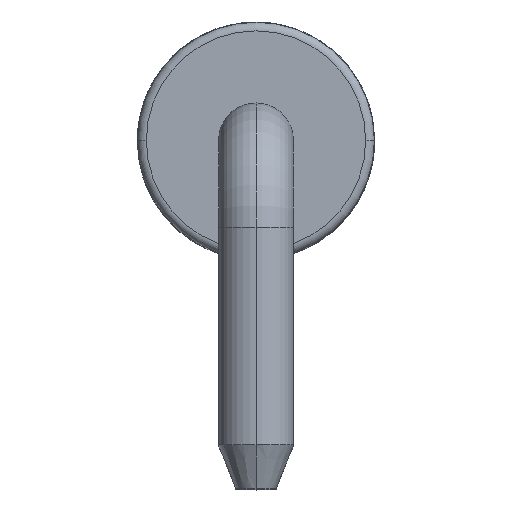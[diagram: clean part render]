
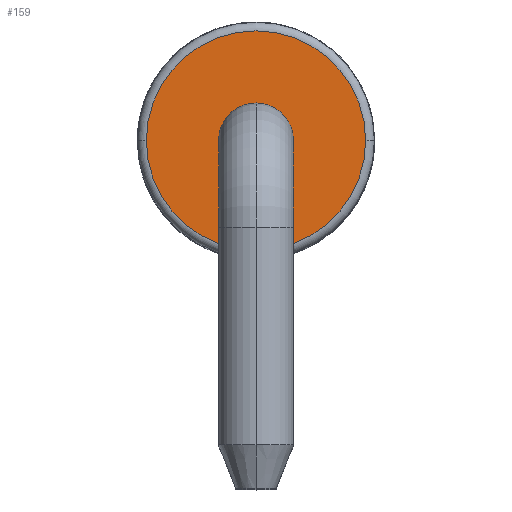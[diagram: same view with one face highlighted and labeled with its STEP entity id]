
A CAD part, top view. The second image highlights one B-rep face of the part: STEP entity #159.
In plain terms, the highlighted planar face has unit normal (0, 0, 1).
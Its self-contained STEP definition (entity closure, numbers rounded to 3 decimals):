
#5 = CARTESIAN_POINT ( 'NONE',  ( -1.26, 3., 3.875 ) ) ;
#29 = DIRECTION ( 'NONE',  ( 1., 0., 0. ) ) ;
#31 = VERTEX_POINT ( 'NONE', #186 ) ;
#74 = VERTEX_POINT ( 'NONE', #447 ) ;
#75 = EDGE_CURVE ( 'NONE', #31, #74, #520, .T. ) ;
#93 = EDGE_CURVE ( 'NONE', #94, #327, #354, .T. ) ;
#94 = VERTEX_POINT ( 'NONE', #349 ) ;
#134 = ORIENTED_EDGE ( 'NONE', *, *, #135, .T. ) ;
#135 = EDGE_CURVE ( 'NONE', #74, #31, #419, .T. ) ;
#159 = ADVANCED_FACE ( 'NONE', ( #707, #706 ), #691, .T. ) ;
#160 = EDGE_LOOP ( 'NONE', ( #161, #162 ) ) ;
#161 = ORIENTED_EDGE ( 'NONE', *, *, #93, .T. ) ;
#162 = ORIENTED_EDGE ( 'NONE', *, *, #163, .T. ) ;
#163 = EDGE_CURVE ( 'NONE', #327, #94, #664, .T. ) ;
#164 = EDGE_LOOP ( 'NONE', ( #165, #134 ) ) ;
#165 = ORIENTED_EDGE ( 'NONE', *, *, #75, .T. ) ;
#186 = CARTESIAN_POINT ( 'NONE',  ( 0., 3.43, 3.875 ) ) ;
#327 = VERTEX_POINT ( 'NONE', #5 ) ;
#349 = CARTESIAN_POINT ( 'NONE',  ( 1.26, 3., 3.875 ) ) ;
#350 = DIRECTION ( 'NONE',  ( 1., 0., 0. ) ) ;
#351 = DIRECTION ( 'NONE',  ( 0., 0., 1. ) ) ;
#352 = CARTESIAN_POINT ( 'NONE',  ( 0., 3., 3.875 ) ) ;
#353 = AXIS2_PLACEMENT_3D ( 'NONE', #352, #351, #350 ) ;
#354 = CIRCLE ( 'NONE', #353, 1.26 ) ;
#416 = DIRECTION ( 'NONE',  ( 0., 0., -1. ) ) ;
#417 = CARTESIAN_POINT ( 'NONE',  ( 0., 3., 3.875 ) ) ;
#418 = AXIS2_PLACEMENT_3D ( 'NONE', #417, #416, #29 ) ;
#419 = CIRCLE ( 'NONE', #418, 0.43 ) ;
#447 = CARTESIAN_POINT ( 'NONE',  ( 0., 2.57, 3.875 ) ) ;
#516 = DIRECTION ( 'NONE',  ( 1., 0., 0. ) ) ;
#517 = DIRECTION ( 'NONE',  ( 0., 0., -1. ) ) ;
#518 = CARTESIAN_POINT ( 'NONE',  ( 0., 3., 3.875 ) ) ;
#519 = AXIS2_PLACEMENT_3D ( 'NONE', #518, #517, #516 ) ;
#520 = CIRCLE ( 'NONE', #519, 0.43 ) ;
#661 = DIRECTION ( 'NONE',  ( 1., 0., 0. ) ) ;
#662 = DIRECTION ( 'NONE',  ( 0., 0., 1. ) ) ;
#663 = AXIS2_PLACEMENT_3D ( 'NONE', #690, #662, #661 ) ;
#664 = CIRCLE ( 'NONE', #663, 1.26 ) ;
#665 = DIRECTION ( 'NONE',  ( 1., 0., 0. ) ) ;
#687 = DIRECTION ( 'NONE',  ( 0., 0., 1. ) ) ;
#688 = CARTESIAN_POINT ( 'NONE',  ( 0., 3., 3.875 ) ) ;
#689 = AXIS2_PLACEMENT_3D ( 'NONE', #688, #687, #665 ) ;
#690 = CARTESIAN_POINT ( 'NONE',  ( 0., 3., 3.875 ) ) ;
#691 = PLANE ( 'NONE',  #689 ) ;
#706 = FACE_BOUND ( 'NONE', #164, .T. ) ;
#707 = FACE_OUTER_BOUND ( 'NONE', #160, .T. ) ;
